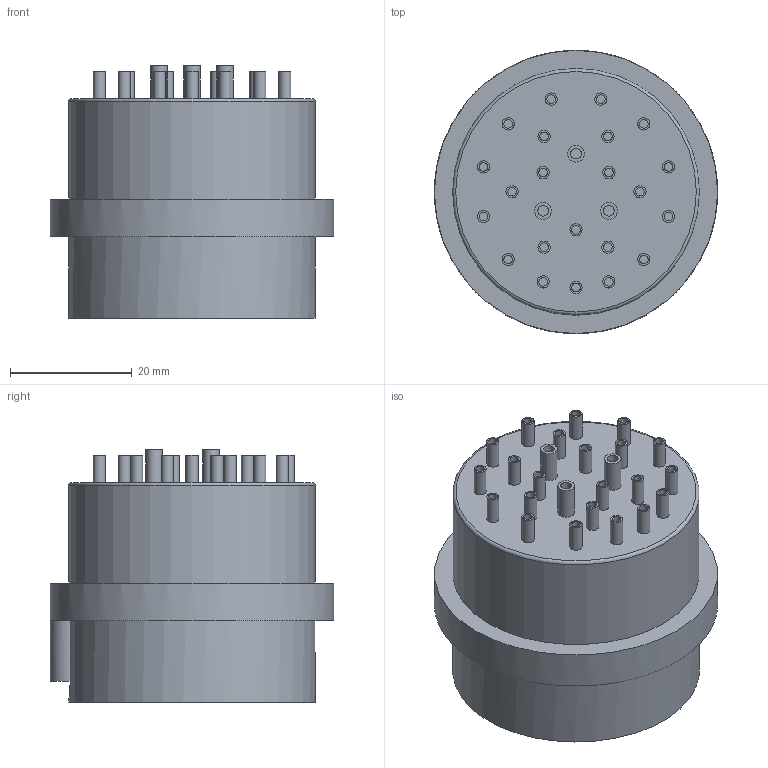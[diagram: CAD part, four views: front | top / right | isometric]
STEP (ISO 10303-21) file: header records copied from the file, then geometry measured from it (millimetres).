
FILE_DESCRIPTION(/* description */ (''),/* implementation_level */ '2;1');
FILE_NAME(/* name */ 'AT25F.stp',/* time_stamp */ '2014-11-11T14:44:30+01:00',/* author */ ('sh'),/* organization */ (''),/* preprocessor_version */ 'ST-DEVELOPER v15.2',/* originating_system */ 'Autodesk Inventor 2014',/* authorisation */ '');
FILE_SCHEMA (('AUTOMOTIVE_DESIGN { 1 0 10303 214 3 1 1 }'));
Length unit declared in the file: millimetre
Products named in the file (1): AT25F
Bounding box: 46.5 x 46.5 x 41.5 mm (x, y, z)
Volume: 45517.8 mm3; surface area: 14031.3 mm2
Topology: 1 solids, 1 shells, 859 faces, 2179 edges, 1450 vertices
Faces by surface type: plane 432, bspline 347, cylinder 79, torus 1
Full cylindrical faces by diameter (mm): 1.4 x22, 1.75 x3, 2 x22, 2.75 x3, 3 x22, 4.8 x3, 40.5 x2, 46.5 x1
Entity records: 27998 total; most frequent: CARTESIAN_POINT 8983, ORIENTED_EDGE 4192, DIRECTION 2591, EDGE_CURVE 2096, VERTEX_POINT 1448, LINE 1241, VECTOR 1241, EDGE_LOOP 1068
